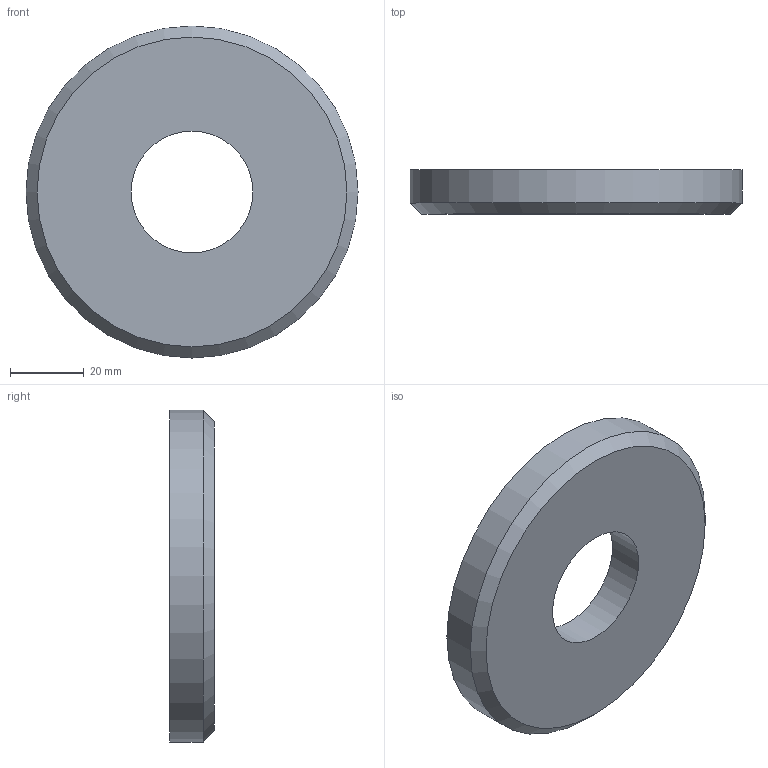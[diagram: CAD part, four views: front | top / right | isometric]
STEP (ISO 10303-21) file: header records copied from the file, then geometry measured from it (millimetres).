
FILE_DESCRIPTION(/* description */ (''),/* implementation_level */ '2;1');
FILE_NAME(/* name */ 'pièce2.step',/* time_stamp */ '2021-02-10T21:38:47+01:00',/* author */ (''),/* organization */ (''),/* preprocessor_version */ 'ST-DEVELOPER v18.1',/* originating_system */ 'Autodesk Translation Framework v9.7.1.1290',/* authorisation */ '');
FILE_SCHEMA (('AUTOMOTIVE_DESIGN { 1 0 10303 214 3 1 1 }'));
Length unit declared in the file: millimetre
Products named in the file (1): bagueMoteurAluTest
Bounding box: 90 x 12 x 90 mm (x, y, z)
Volume: 37311.4 mm3; surface area: 19817.8 mm2
Topology: 1 solids, 1 shells, 30 faces, 77 edges, 51 vertices
Faces by surface type: cylinder 23, plane 4, bspline 2, cone 1
Full cylindrical faces by diameter (mm): 33 x1, 53 x1, 79.035 x8, 80.167 x8, 90 x1
Entity records: 3467 total; most frequent: CARTESIAN_POINT 2779, ORIENTED_EDGE 154, DIRECTION 102, EDGE_CURVE 77, VERTEX_POINT 51, B_SPLINE_CURVE_WITH_KNOTS 44, AXIS2_PLACEMENT_3D 40, EDGE_LOOP 34
